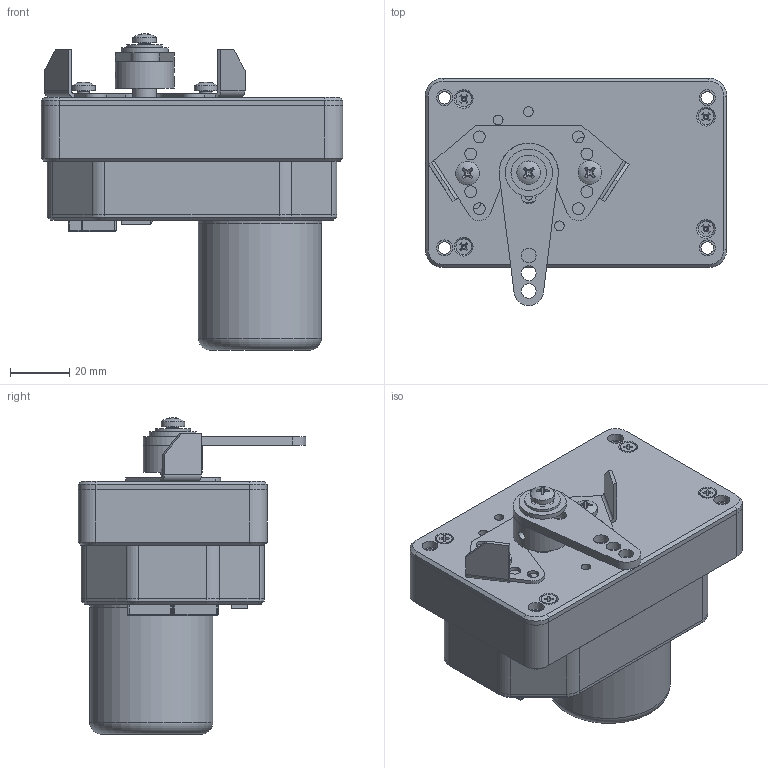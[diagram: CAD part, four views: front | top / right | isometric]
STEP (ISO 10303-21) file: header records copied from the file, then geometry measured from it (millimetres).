
FILE_DESCRIPTION(('FreeCAD Model'),'2;1');
FILE_NAME('Open CASCADE Shape Model','2025-03-11T08:51:24',(''),(''), 'Open CASCADE STEP processor 7.7','FreeCAD','Unknown');
FILE_SCHEMA(('AUTOMOTIVE_DESIGN { 1 0 10303 214 1 1 1 1 }'));
Products named in the file (1): Unnamed001
Bounding box: 102 x 76.98 x 107.02 mm (x, y, z)
Volume: 104350.8 mm3; surface area: 103683.3 mm2
Topology: 110 solids, 124 shells, 4237 faces, 11898 edges, 7758 vertices
Faces by surface type: plane 3067, cylinder 1013, cone 111, torus 31, sphere 11, revolution 4
Full cylindrical faces by diameter (mm): 0.3 x33, 0.484 x1, 0.5 x34, 0.89 x16, 0.9 x6, 1 x4, 1.1 x2, 1.4 x2, 1.6 x6, 2.05 x11, 2.5 x10, 2.7 x3, 2.9 x4, 3 x7, 3.25 x4, 3.3 x10, 3.4 x10, 4 x14, 4.2 x4, 4.3 x1, 4.5 x4, 5 x5, 5.3 x4, 5.4 x4, 6.1 x5, 8 x8, 8.4 x1, 10 x2, 12 x4, 14 x2
Entity records: 138155 total; most frequent: CARTESIAN_POINT 24891, ORIENTED_EDGE 23690, DIRECTION 22830, EDGE_CURVE 11873, LINE 9232, VECTOR 9232, VERTEX_POINT 7758, AXIS2_PLACEMENT_3D 6797
